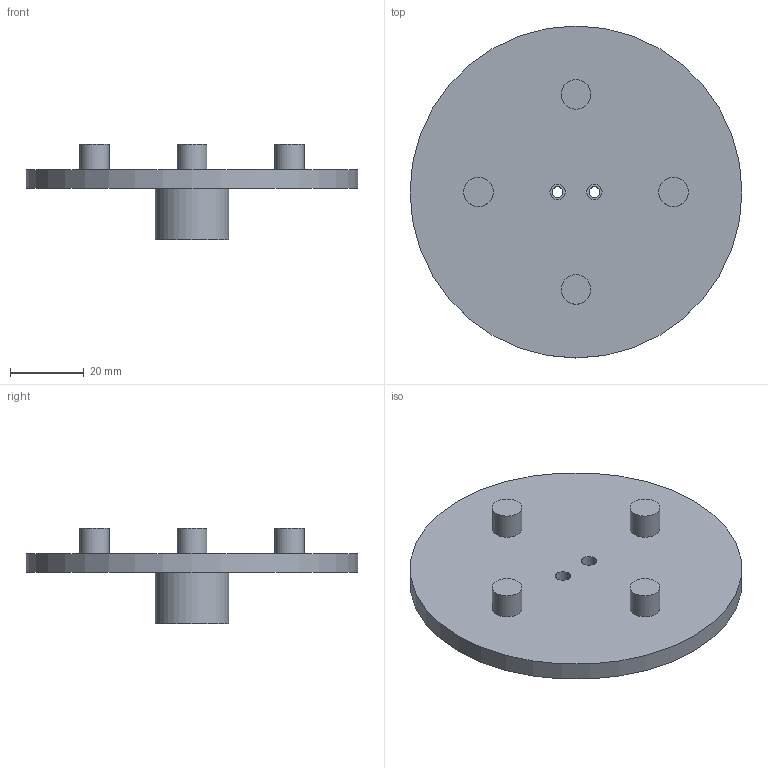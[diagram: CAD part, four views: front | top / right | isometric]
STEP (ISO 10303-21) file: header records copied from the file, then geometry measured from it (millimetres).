
FILE_DESCRIPTION(/* description */ (''),/* implementation_level */ '2;1');
FILE_NAME(/* name */ 'output_shaft v1.step',/* time_stamp */ '2021-10-26T13:30:14-05:00',/* author */ (''),/* organization */ (''),/* preprocessor_version */ 'ST-DEVELOPER v18.1',/* originating_system */ 'Autodesk Translation Framework v10.10.0.1391',/* authorisation */ '');
FILE_SCHEMA (('AUTOMOTIVE_DESIGN { 1 0 10303 214 3 1 1 }'));
Length unit declared in the file: millimetre
Products named in the file (1): output_shaft
Bounding box: 90 x 90 x 26 mm (x, y, z)
Volume: 37323.7 mm3; surface area: 16062.9 mm2
Topology: 1 solids, 1 shells, 19 faces, 30 edges, 20 vertices
Faces by surface type: cylinder 10, plane 9
Full cylindrical faces by diameter (mm): 2.9 x2, 4.1 x2, 8 x4, 20 x1, 90 x1
Entity records: 485 total; most frequent: DIRECTION 90, CARTESIAN_POINT 70, ORIENTED_EDGE 60, AXIS2_PLACEMENT_3D 40, EDGE_LOOP 30, EDGE_CURVE 30, CIRCLE 20, VERTEX_POINT 20
